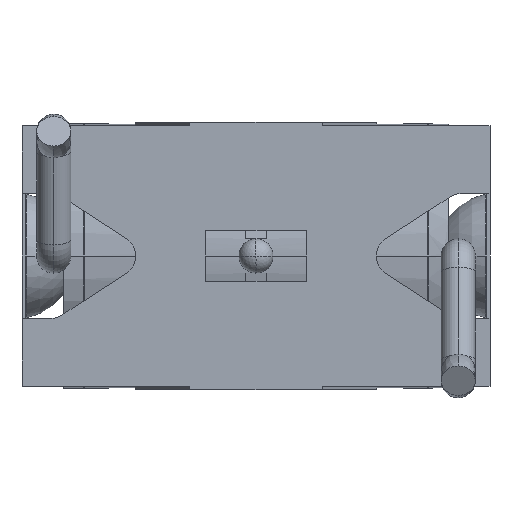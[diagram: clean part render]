
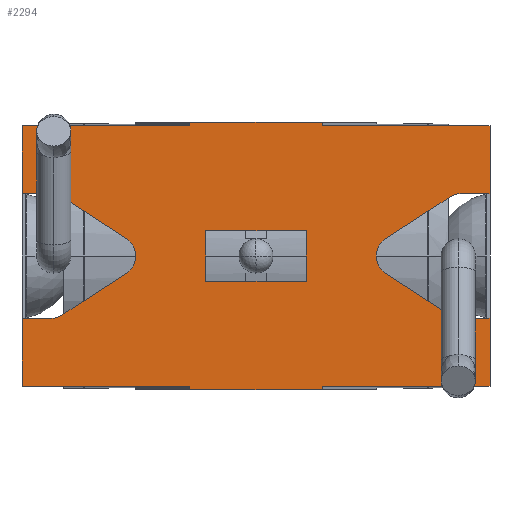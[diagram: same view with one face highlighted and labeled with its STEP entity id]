
A CAD part, left-side view. The second image highlights one B-rep face of the part: STEP entity #2294.
In plain terms, the highlighted planar face has unit normal (-1, 0, 0).
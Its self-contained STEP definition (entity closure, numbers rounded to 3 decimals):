
#187=DIRECTION('',(0.,-1.,0.));
#188=VECTOR('',#187,3.);
#189=CARTESIAN_POINT('',(-4.05,1.5,0.75));
#190=LINE('',#189,#188);
#191=DIRECTION('',(0.,0.,1.));
#192=VECTOR('',#191,1.5);
#193=CARTESIAN_POINT('',(-4.05,1.5,-0.75));
#194=LINE('',#193,#192);
#195=DIRECTION('',(0.,1.,0.));
#196=VECTOR('',#195,3.);
#197=CARTESIAN_POINT('',(-4.05,-1.5,-0.75));
#198=LINE('',#197,#196);
#199=DIRECTION('',(0.,0.,-1.));
#200=VECTOR('',#199,1.5);
#201=CARTESIAN_POINT('',(-4.05,-1.5,0.75));
#202=LINE('',#201,#200);
#203=DIRECTION('',(0.,-1.,0.));
#204=VECTOR('',#203,3.95);
#205=CARTESIAN_POINT('',(-4.05,1.975,-4.));
#206=LINE('',#205,#204);
#207=DIRECTION('',(0.,0.,1.));
#208=VECTOR('',#207,0.1);
#209=CARTESIAN_POINT('',(-4.05,1.975,-4.));
#210=LINE('',#209,#208);
#211=DIRECTION('',(0.,-1.,0.));
#212=VECTOR('',#211,5.025);
#213=CARTESIAN_POINT('',(-4.05,7.,-3.9));
#214=LINE('',#213,#212);
#215=DIRECTION('',(0.,0.,-1.));
#216=VECTOR('',#215,2.034);
#217=CARTESIAN_POINT('',(-4.05,7.,-1.866));
#218=LINE('',#217,#216);
#219=DIRECTION('',(0.,1.,0.));
#220=VECTOR('',#219,0.893);
#221=CARTESIAN_POINT('',(-4.05,6.107,-1.866));
#222=LINE('',#221,#220);
#223=CARTESIAN_POINT('',(-4.05,6.107,-1.366));
#224=DIRECTION('',(1.,0.,0.));
#225=DIRECTION('',(0.,-0.545,-0.839));
#226=AXIS2_PLACEMENT_3D('',#223,#224,#225);
#228=DIRECTION('',(0.,0.839,-0.545));
#229=VECTOR('',#228,2.33);
#230=CARTESIAN_POINT('',(-4.05,3.881,-0.517));
#231=LINE('',#230,#229);
#232=CARTESIAN_POINT('',(-4.05,4.216,0.));
#233=DIRECTION('',(1.,0.,0.));
#234=DIRECTION('',(0.,-0.545,0.839));
#235=AXIS2_PLACEMENT_3D('',#232,#233,#234);
#237=DIRECTION('',(0.,-0.839,-0.545));
#238=VECTOR('',#237,2.33);
#239=CARTESIAN_POINT('',(-4.05,5.835,1.785));
#240=LINE('',#239,#238);
#241=CARTESIAN_POINT('',(-4.05,6.107,1.366));
#242=DIRECTION('',(1.,0.,0.));
#243=DIRECTION('',(0.,0.,1.));
#244=AXIS2_PLACEMENT_3D('',#241,#242,#243);
#246=DIRECTION('',(0.,-1.,0.));
#247=VECTOR('',#246,0.893);
#248=CARTESIAN_POINT('',(-4.05,7.,1.866));
#249=LINE('',#248,#247);
#250=DIRECTION('',(0.,0.,-1.));
#251=VECTOR('',#250,2.034);
#252=CARTESIAN_POINT('',(-4.05,7.,3.9));
#253=LINE('',#252,#251);
#254=DIRECTION('',(0.,1.,0.));
#255=VECTOR('',#254,5.025);
#256=CARTESIAN_POINT('',(-4.05,1.975,3.9));
#257=LINE('',#256,#255);
#258=DIRECTION('',(0.,0.,-1.));
#259=VECTOR('',#258,0.1);
#260=CARTESIAN_POINT('',(-4.05,1.975,4.));
#261=LINE('',#260,#259);
#262=DIRECTION('',(0.,1.,0.));
#263=VECTOR('',#262,3.95);
#264=CARTESIAN_POINT('',(-4.05,-1.975,4.));
#265=LINE('',#264,#263);
#266=DIRECTION('',(0.,0.,-1.));
#267=VECTOR('',#266,0.1);
#268=CARTESIAN_POINT('',(-4.05,-1.975,4.));
#269=LINE('',#268,#267);
#270=DIRECTION('',(0.,1.,0.));
#271=VECTOR('',#270,5.025);
#272=CARTESIAN_POINT('',(-4.05,-7.,3.9));
#273=LINE('',#272,#271);
#274=DIRECTION('',(0.,0.,1.));
#275=VECTOR('',#274,2.034);
#276=CARTESIAN_POINT('',(-4.05,-7.,1.866));
#277=LINE('',#276,#275);
#278=DIRECTION('',(0.,-1.,0.));
#279=VECTOR('',#278,0.893);
#280=CARTESIAN_POINT('',(-4.05,-6.107,1.866));
#281=LINE('',#280,#279);
#282=CARTESIAN_POINT('',(-4.05,-6.107,1.366));
#283=DIRECTION('',(1.,0.,0.));
#284=DIRECTION('',(0.,0.545,0.839));
#285=AXIS2_PLACEMENT_3D('',#282,#283,#284);
#287=DIRECTION('',(0.,-0.839,0.545));
#288=VECTOR('',#287,2.33);
#289=CARTESIAN_POINT('',(-4.05,-3.881,0.517));
#290=LINE('',#289,#288);
#291=CARTESIAN_POINT('',(-4.05,-4.216,0.));
#292=DIRECTION('',(1.,0.,0.));
#293=DIRECTION('',(0.,0.545,-0.839));
#294=AXIS2_PLACEMENT_3D('',#291,#292,#293);
#296=DIRECTION('',(0.,0.839,0.545));
#297=VECTOR('',#296,2.33);
#298=CARTESIAN_POINT('',(-4.05,-5.835,-1.785));
#299=LINE('',#298,#297);
#300=CARTESIAN_POINT('',(-4.05,-6.107,-1.366));
#301=DIRECTION('',(1.,0.,0.));
#302=DIRECTION('',(0.,0.,-1.));
#303=AXIS2_PLACEMENT_3D('',#300,#301,#302);
#305=DIRECTION('',(0.,1.,0.));
#306=VECTOR('',#305,0.893);
#307=CARTESIAN_POINT('',(-4.05,-7.,-1.866));
#308=LINE('',#307,#306);
#309=DIRECTION('',(0.,0.,1.));
#310=VECTOR('',#309,2.034);
#311=CARTESIAN_POINT('',(-4.05,-7.,-3.9));
#312=LINE('',#311,#310);
#313=DIRECTION('',(0.,-1.,0.));
#314=VECTOR('',#313,5.025);
#315=CARTESIAN_POINT('',(-4.05,-1.975,-3.9));
#316=LINE('',#315,#314);
#317=DIRECTION('',(0.,0.,1.));
#318=VECTOR('',#317,0.1);
#319=CARTESIAN_POINT('',(-4.05,-1.975,-4.));
#320=LINE('',#319,#318);
#1783=CARTESIAN_POINT('',(-4.05,7.,3.9));
#1784=CARTESIAN_POINT('',(-4.05,7.,1.866));
#1785=VERTEX_POINT('',#1783);
#1786=VERTEX_POINT('',#1784);
#1787=CARTESIAN_POINT('',(-4.05,6.107,1.866));
#1788=VERTEX_POINT('',#1787);
#1789=CARTESIAN_POINT('',(-4.05,5.835,1.785));
#1790=VERTEX_POINT('',#1789);
#1791=CARTESIAN_POINT('',(-4.05,3.881,0.517));
#1792=VERTEX_POINT('',#1791);
#1793=CARTESIAN_POINT('',(-4.05,3.881,-0.517));
#1794=VERTEX_POINT('',#1793);
#1795=CARTESIAN_POINT('',(-4.05,5.835,-1.785));
#1796=VERTEX_POINT('',#1795);
#1797=CARTESIAN_POINT('',(-4.05,6.107,-1.866));
#1798=VERTEX_POINT('',#1797);
#1799=CARTESIAN_POINT('',(-4.05,7.,-1.866));
#1800=VERTEX_POINT('',#1799);
#1801=CARTESIAN_POINT('',(-4.05,7.,-3.9));
#1802=VERTEX_POINT('',#1801);
#1803=CARTESIAN_POINT('',(-4.05,-7.,-3.9));
#1804=CARTESIAN_POINT('',(-4.05,-7.,-1.866));
#1805=VERTEX_POINT('',#1803);
#1806=VERTEX_POINT('',#1804);
#1807=CARTESIAN_POINT('',(-4.05,-6.107,-1.866));
#1808=VERTEX_POINT('',#1807);
#1809=CARTESIAN_POINT('',(-4.05,-5.835,-1.785));
#1810=VERTEX_POINT('',#1809);
#1811=CARTESIAN_POINT('',(-4.05,-3.881,-0.517));
#1812=VERTEX_POINT('',#1811);
#1813=CARTESIAN_POINT('',(-4.05,-3.881,0.517));
#1814=VERTEX_POINT('',#1813);
#1815=CARTESIAN_POINT('',(-4.05,-5.835,1.785));
#1816=VERTEX_POINT('',#1815);
#1817=CARTESIAN_POINT('',(-4.05,-6.107,1.866));
#1818=VERTEX_POINT('',#1817);
#1819=CARTESIAN_POINT('',(-4.05,-7.,1.866));
#1820=VERTEX_POINT('',#1819);
#1821=CARTESIAN_POINT('',(-4.05,-7.,3.9));
#1822=VERTEX_POINT('',#1821);
#1823=CARTESIAN_POINT('',(-4.05,1.5,0.75));
#1824=CARTESIAN_POINT('',(-4.05,-1.5,0.75));
#1825=VERTEX_POINT('',#1823);
#1826=VERTEX_POINT('',#1824);
#1827=CARTESIAN_POINT('',(-4.05,-1.5,-0.75));
#1828=VERTEX_POINT('',#1827);
#1829=CARTESIAN_POINT('',(-4.05,1.5,-0.75));
#1830=VERTEX_POINT('',#1829);
#1907=CARTESIAN_POINT('',(-4.05,-1.975,4.));
#1908=CARTESIAN_POINT('',(-4.05,-1.975,3.9));
#1909=VERTEX_POINT('',#1907);
#1910=VERTEX_POINT('',#1908);
#1911=CARTESIAN_POINT('',(-4.05,1.975,4.));
#1912=CARTESIAN_POINT('',(-4.05,1.975,3.9));
#1913=VERTEX_POINT('',#1911);
#1914=VERTEX_POINT('',#1912);
#1965=CARTESIAN_POINT('',(-4.05,-1.975,-4.));
#1966=CARTESIAN_POINT('',(-4.05,-1.975,-3.9));
#1967=VERTEX_POINT('',#1965);
#1968=VERTEX_POINT('',#1966);
#1969=CARTESIAN_POINT('',(-4.05,1.975,-4.));
#1970=CARTESIAN_POINT('',(-4.05,1.975,-3.9));
#1971=VERTEX_POINT('',#1969);
#1972=VERTEX_POINT('',#1970);
#2226=CARTESIAN_POINT('',(-4.05,0.,0.));
#2227=DIRECTION('',(-1.,0.,0.));
#2228=DIRECTION('',(0.,-1.,0.));
#2229=AXIS2_PLACEMENT_3D('',#2226,#2227,#2228);
#2230=PLANE('',#2229);
#2232=ORIENTED_EDGE('',*,*,#2231,.F.);
#2234=ORIENTED_EDGE('',*,*,#2233,.T.);
#2236=ORIENTED_EDGE('',*,*,#2235,.F.);
#2238=ORIENTED_EDGE('',*,*,#2237,.F.);
#2240=ORIENTED_EDGE('',*,*,#2239,.F.);
#2242=ORIENTED_EDGE('',*,*,#2241,.F.);
#2244=ORIENTED_EDGE('',*,*,#2243,.F.);
#2246=ORIENTED_EDGE('',*,*,#2245,.F.);
#2248=ORIENTED_EDGE('',*,*,#2247,.F.);
#2250=ORIENTED_EDGE('',*,*,#2249,.F.);
#2252=ORIENTED_EDGE('',*,*,#2251,.F.);
#2254=ORIENTED_EDGE('',*,*,#2253,.F.);
#2256=ORIENTED_EDGE('',*,*,#2255,.F.);
#2258=ORIENTED_EDGE('',*,*,#2257,.F.);
#2260=ORIENTED_EDGE('',*,*,#2259,.F.);
#2262=ORIENTED_EDGE('',*,*,#2261,.T.);
#2264=ORIENTED_EDGE('',*,*,#2263,.F.);
#2266=ORIENTED_EDGE('',*,*,#2265,.F.);
#2268=ORIENTED_EDGE('',*,*,#2267,.F.);
#2270=ORIENTED_EDGE('',*,*,#2269,.F.);
#2272=ORIENTED_EDGE('',*,*,#2271,.F.);
#2274=ORIENTED_EDGE('',*,*,#2273,.F.);
#2276=ORIENTED_EDGE('',*,*,#2275,.F.);
#2278=ORIENTED_EDGE('',*,*,#2277,.F.);
#2280=ORIENTED_EDGE('',*,*,#2279,.F.);
#2282=ORIENTED_EDGE('',*,*,#2281,.F.);
#2284=ORIENTED_EDGE('',*,*,#2283,.F.);
#2285=ORIENTED_EDGE('',*,*,#2059,.F.);
#2286=EDGE_LOOP('',(#2232,#2234,#2236,#2238,#2240,#2242,#2244,#2246,#2248,#2250,
#2252,#2254,#2256,#2258,#2260,#2262,#2264,#2266,#2268,#2270,#2272,#2274,#2276,
#2278,#2280,#2282,#2284,#2285));
#2287=FACE_OUTER_BOUND('',#2286,.F.);
#2288=ORIENTED_EDGE('',*,*,#2178,.F.);
#2289=ORIENTED_EDGE('',*,*,#2193,.F.);
#2290=ORIENTED_EDGE('',*,*,#2207,.F.);
#2291=ORIENTED_EDGE('',*,*,#2220,.F.);
#2292=EDGE_LOOP('',(#2288,#2289,#2290,#2291));
#2293=FACE_BOUND('',#2292,.F.);
#227=CIRCLE('',#226,0.5);
#236=CIRCLE('',#235,0.616);
#245=CIRCLE('',#244,0.5);
#286=CIRCLE('',#285,0.5);
#295=CIRCLE('',#294,0.616);
#304=CIRCLE('',#303,0.5);
#2059=EDGE_CURVE('',#1967,#1968,#320,.T.);
#2178=EDGE_CURVE('',#1825,#1826,#190,.T.);
#2193=EDGE_CURVE('',#1830,#1825,#194,.T.);
#2207=EDGE_CURVE('',#1828,#1830,#198,.T.);
#2220=EDGE_CURVE('',#1826,#1828,#202,.T.);
#2231=EDGE_CURVE('',#1971,#1967,#206,.T.);
#2233=EDGE_CURVE('',#1971,#1972,#210,.T.);
#2235=EDGE_CURVE('',#1802,#1972,#214,.T.);
#2237=EDGE_CURVE('',#1800,#1802,#218,.T.);
#2239=EDGE_CURVE('',#1798,#1800,#222,.T.);
#2241=EDGE_CURVE('',#1796,#1798,#227,.T.);
#2243=EDGE_CURVE('',#1794,#1796,#231,.T.);
#2245=EDGE_CURVE('',#1792,#1794,#236,.T.);
#2247=EDGE_CURVE('',#1790,#1792,#240,.T.);
#2249=EDGE_CURVE('',#1788,#1790,#245,.T.);
#2251=EDGE_CURVE('',#1786,#1788,#249,.T.);
#2253=EDGE_CURVE('',#1785,#1786,#253,.T.);
#2255=EDGE_CURVE('',#1914,#1785,#257,.T.);
#2257=EDGE_CURVE('',#1913,#1914,#261,.T.);
#2259=EDGE_CURVE('',#1909,#1913,#265,.T.);
#2261=EDGE_CURVE('',#1909,#1910,#269,.T.);
#2263=EDGE_CURVE('',#1822,#1910,#273,.T.);
#2265=EDGE_CURVE('',#1820,#1822,#277,.T.);
#2267=EDGE_CURVE('',#1818,#1820,#281,.T.);
#2269=EDGE_CURVE('',#1816,#1818,#286,.T.);
#2271=EDGE_CURVE('',#1814,#1816,#290,.T.);
#2273=EDGE_CURVE('',#1812,#1814,#295,.T.);
#2275=EDGE_CURVE('',#1810,#1812,#299,.T.);
#2277=EDGE_CURVE('',#1808,#1810,#304,.T.);
#2279=EDGE_CURVE('',#1806,#1808,#308,.T.);
#2281=EDGE_CURVE('',#1805,#1806,#312,.T.);
#2283=EDGE_CURVE('',#1968,#1805,#316,.T.);
#2294=ADVANCED_FACE('',(#2287,#2293),#2230,.T.);
